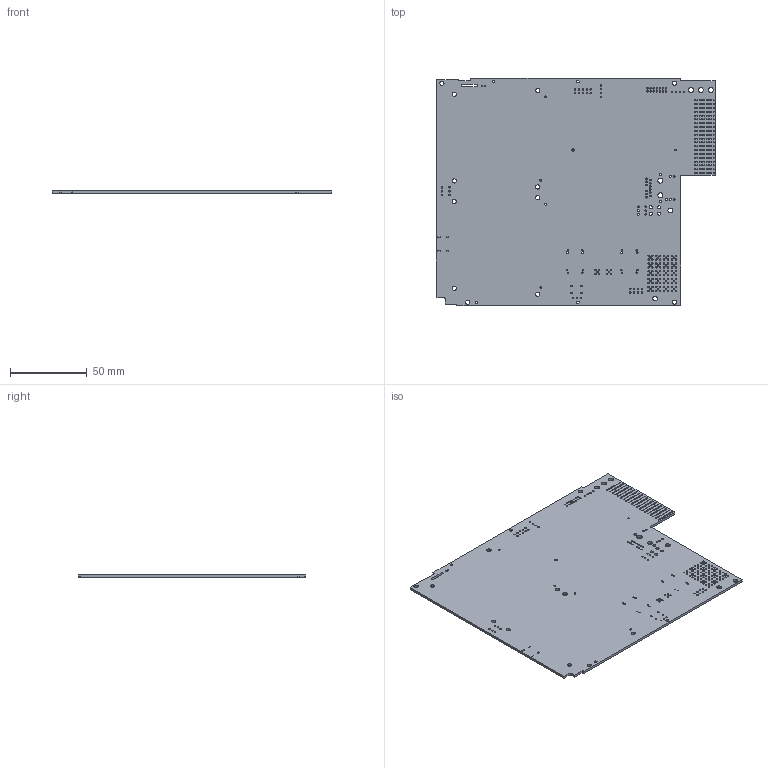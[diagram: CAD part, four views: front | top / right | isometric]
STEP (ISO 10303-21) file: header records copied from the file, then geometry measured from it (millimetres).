
FILE_DESCRIPTION(/* description */ ('PCB Design'),/* implementation_level */ '2;1');
FILE_NAME(/* name */ 'URTM_V2_3D_bare_pcb',/* time_stamp */ '2025-03-28T16:35:37+08:00',/* author */ ('iheper'),/* organization */ (''),/* preprocessor_version */ 'ST-DEVELOPER v16',/* originating_system */ 'allegro_23.1S005',/* authorisation */ '');
FILE_SCHEMA (('AUTOMOTIVE_DESIGN { 1 0 10303 214 3 1 1 }'));
Length unit declared in the file: millimetre
Products named in the file (2): URTM_V2_3D; BOARD_OUTLINE
Assembly tree (1 placements, depth 2):
  URTM_V2_3D
    BOARD_OUTLINE
Bounding box: 182.5 x 148.5 x 1.58 mm (x, y, z)
Surface area: 52369.3 mm2 (no closed solid volume)
Topology: 0 solids, 1 shells, 902 faces, 3141 edges, 1792 vertices
Faces by surface type: cylinder 867, plane 35
Entity records: 33997 total; most frequent: ORIENTED_EDGE 5400, CARTESIAN_POINT 5260, EDGE_CURVE 3129, VERTEX_POINT 2658, AXIS2_PLACEMENT_3D 2638, FACE_OUTER_BOUND 1758, EDGE_LOOP 1758, CIRCLE 1734
